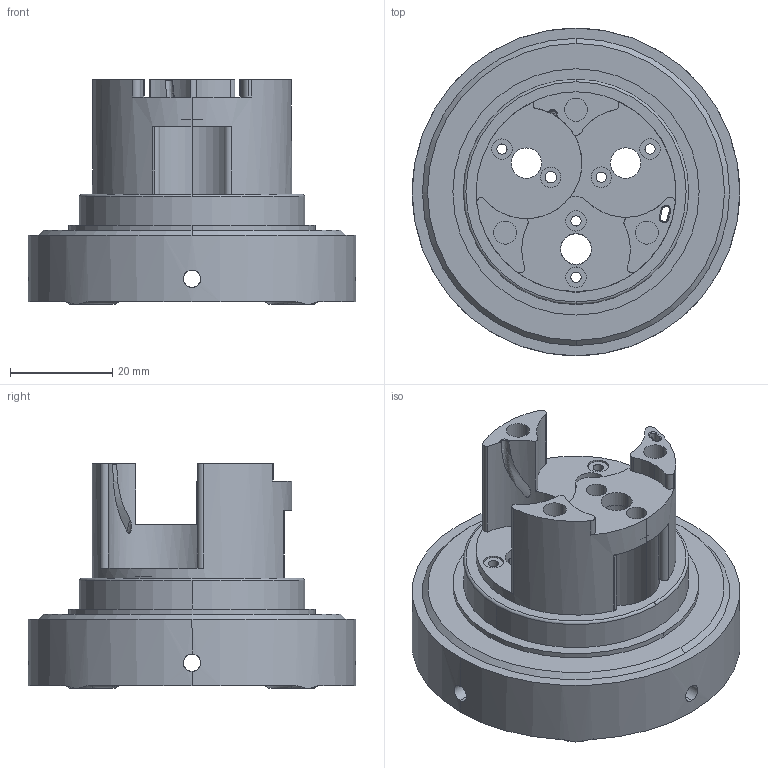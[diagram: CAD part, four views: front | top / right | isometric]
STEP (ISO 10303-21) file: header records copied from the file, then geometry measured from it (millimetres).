
FILE_DESCRIPTION (( 'STEP AP214' ), '1' );
FILE_NAME ('bottom_orbita_tolerance_included2.STEP', '2020-11-26T03:09:29', ( '' ), ( '' ), 'SwSTEP 2.0', 'SolidWorks 2020', '' );
FILE_SCHEMA (( 'AUTOMOTIVE_DESIGN' ));
Length unit declared in the file: millimetre
Products named in the file (1): bottom_orbita_tolerance_included2
Bounding box: 64 x 64 x 43.9 mm (x, y, z)
Volume: 39620 mm3; surface area: 19509.9 mm2
Topology: 1 solids, 1 shells, 243 faces, 651 edges, 430 vertices
Faces by surface type: cylinder 131, plane 64, cone 19, bspline 15, torus 14
Entity records: 12202 total; most frequent: CARTESIAN_POINT 5904, DIRECTION 1372, ORIENTED_EDGE 1302, EDGE_CURVE 651, AXIS2_PLACEMENT_3D 594, VERTEX_POINT 430, CIRCLE 365, EDGE_LOOP 299
